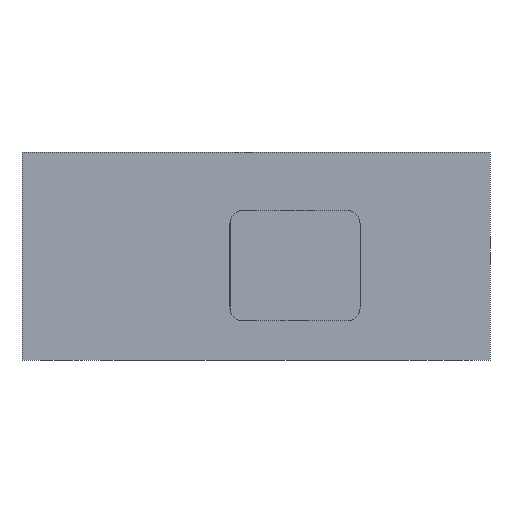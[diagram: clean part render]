
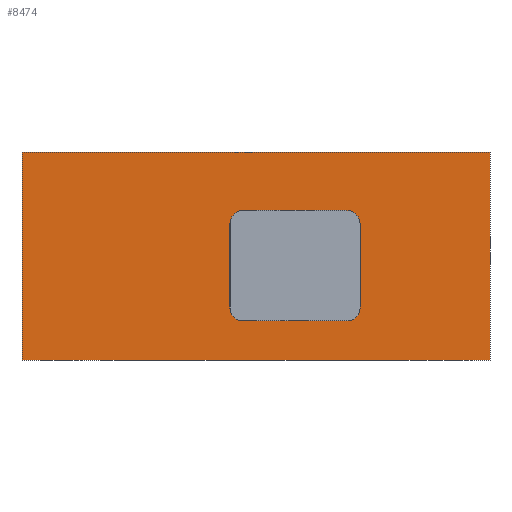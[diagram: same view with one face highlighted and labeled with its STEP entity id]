
A CAD part, left-side view. The second image highlights one B-rep face of the part: STEP entity #8474.
In plain terms, the highlighted planar face has unit normal (-1, 0, 0).
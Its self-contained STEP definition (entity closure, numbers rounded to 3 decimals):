
#649=FACE_BOUND('',#1853,.T.);
#953=PLANE('',#8962);
#1374=FACE_OUTER_BOUND('',#1852,.T.);
#1852=EDGE_LOOP('',(#7952,#7953,#7954,#7955));
#1853=EDGE_LOOP('',(#7956,#7957,#7958,#7959,#7960,#7961,#7962,#7963));
#1878=LINE('',#10808,#2754);
#1884=LINE('',#10829,#2760);
#1904=LINE('',#10892,#2780);
#1905=LINE('',#10896,#2781);
#2314=LINE('',#12801,#3190);
#2732=LINE('',#14358,#3608);
#2745=LINE('',#14447,#3621);
#2746=LINE('',#14448,#3622);
#2754=VECTOR('',#8981,10.);
#2760=VECTOR('',#9001,10.);
#2780=VECTOR('',#9067,10.);
#2781=VECTOR('',#9072,10.);
#3190=VECTOR('',#9739,10.);
#3608=VECTOR('',#10673,10.);
#3621=VECTOR('',#10780,10.);
#3622=VECTOR('',#10781,10.);
#3627=CIRCLE('',#8495,6.35);
#3629=CIRCLE('',#8499,6.35);
#3632=CIRCLE('',#8505,6.35);
#3633=CIRCLE('',#8507,6.35);
#3752=VERTEX_POINT('',#10798);
#3753=VERTEX_POINT('',#10800);
#3755=VERTEX_POINT('',#10806);
#3758=VERTEX_POINT('',#10813);
#3759=VERTEX_POINT('',#10815);
#3763=VERTEX_POINT('',#10828);
#3764=VERTEX_POINT('',#10832);
#3765=VERTEX_POINT('',#10836);
#4140=VERTEX_POINT('',#12794);
#4143=VERTEX_POINT('',#12799);
#4506=VERTEX_POINT('',#14357);
#4535=VERTEX_POINT('',#14446);
#4539=EDGE_CURVE('',#3752,#3753,#3627,.T.);
#4543=EDGE_CURVE('',#3752,#3755,#1878,.T.);
#4546=EDGE_CURVE('',#3758,#3759,#3629,.T.);
#4553=EDGE_CURVE('',#3763,#3759,#1884,.T.);
#4555=EDGE_CURVE('',#3763,#3764,#3632,.T.);
#4558=EDGE_CURVE('',#3765,#3755,#3633,.T.);
#4585=EDGE_CURVE('',#3758,#3753,#1904,.T.);
#4587=EDGE_CURVE('',#3765,#3764,#1905,.T.);
#5123=EDGE_CURVE('',#4140,#4143,#2314,.T.);
#5651=EDGE_CURVE('',#4506,#4140,#2732,.T.);
#5692=EDGE_CURVE('',#4535,#4143,#2745,.T.);
#5693=EDGE_CURVE('',#4506,#4535,#2746,.T.);
#7952=ORIENTED_EDGE('',*,*,#5651,.T.);
#7953=ORIENTED_EDGE('',*,*,#5123,.T.);
#7954=ORIENTED_EDGE('',*,*,#5692,.F.);
#7955=ORIENTED_EDGE('',*,*,#5693,.F.);
#7956=ORIENTED_EDGE('',*,*,#4543,.T.);
#7957=ORIENTED_EDGE('',*,*,#4558,.F.);
#7958=ORIENTED_EDGE('',*,*,#4587,.T.);
#7959=ORIENTED_EDGE('',*,*,#4555,.F.);
#7960=ORIENTED_EDGE('',*,*,#4553,.T.);
#7961=ORIENTED_EDGE('',*,*,#4546,.F.);
#7962=ORIENTED_EDGE('',*,*,#4585,.T.);
#7963=ORIENTED_EDGE('',*,*,#4539,.F.);
#8474=ADVANCED_FACE('',(#1374,#649),#953,.T.);
#8495=AXIS2_PLACEMENT_3D('',#10801,#8974,#8975);
#8499=AXIS2_PLACEMENT_3D('',#10816,#8987,#8988);
#8505=AXIS2_PLACEMENT_3D('',#10833,#9005,#9006);
#8507=AXIS2_PLACEMENT_3D('',#10838,#9011,#9012);
#8962=AXIS2_PLACEMENT_3D('',#14445,#10778,#10779);
#8974=DIRECTION('center_axis',(-1.,0.,0.));
#8975=DIRECTION('ref_axis',(0.,0.707,-0.707));
#8981=DIRECTION('',(0.,0.,1.));
#8987=DIRECTION('center_axis',(-1.,0.,0.));
#8988=DIRECTION('ref_axis',(0.,-0.707,-0.707));
#9001=DIRECTION('',(0.,0.,-1.));
#9005=DIRECTION('center_axis',(-1.,0.,0.));
#9006=DIRECTION('ref_axis',(0.,-0.707,0.707));
#9011=DIRECTION('center_axis',(-1.,0.,0.));
#9012=DIRECTION('ref_axis',(0.,0.707,0.707));
#9067=DIRECTION('',(0.,1.,0.));
#9072=DIRECTION('',(0.,-1.,0.));
#9739=DIRECTION('',(0.,0.,1.));
#10673=DIRECTION('',(0.,-1.,0.));
#10778=DIRECTION('center_axis',(-1.,0.,0.));
#10779=DIRECTION('ref_axis',(0.,-1.,0.));
#10780=DIRECTION('',(0.,-1.,0.));
#10781=DIRECTION('',(0.,0.,1.));
#10798=CARTESIAN_POINT('',(0.,127.,25.4));
#10800=CARTESIAN_POINT('',(0.,120.65,19.05));
#10801=CARTESIAN_POINT('Origin',(0.,120.65,25.4));
#10806=CARTESIAN_POINT('',(0.,127.,66.675));
#10808=CARTESIAN_POINT('',(0.,127.,9.525));
#10813=CARTESIAN_POINT('',(0.,69.85,19.05));
#10815=CARTESIAN_POINT('',(0.,63.5,25.4));
#10816=CARTESIAN_POINT('Origin',(0.,69.85,25.4));
#10828=CARTESIAN_POINT('',(0.,63.5,66.675));
#10829=CARTESIAN_POINT('',(0.,63.5,36.513));
#10832=CARTESIAN_POINT('',(0.,69.85,73.025));
#10833=CARTESIAN_POINT('Origin',(0.,69.85,66.675));
#10836=CARTESIAN_POINT('',(0.,120.65,73.025));
#10838=CARTESIAN_POINT('Origin',(0.,120.65,66.675));
#10892=CARTESIAN_POINT('',(0.,146.05,19.05));
#10896=CARTESIAN_POINT('',(0.,177.8,73.025));
#12794=CARTESIAN_POINT('',(0.,0.,0.));
#12799=CARTESIAN_POINT('',(0.,0.,101.6));
#12801=CARTESIAN_POINT('',(0.,0.,0.));
#14357=CARTESIAN_POINT('',(0.,228.6,0.));
#14358=CARTESIAN_POINT('',(0.,228.6,0.));
#14445=CARTESIAN_POINT('Origin',(0.,228.6,0.));
#14446=CARTESIAN_POINT('',(0.,228.6,101.6));
#14447=CARTESIAN_POINT('',(0.,228.6,101.6));
#14448=CARTESIAN_POINT('',(0.,228.6,0.));
